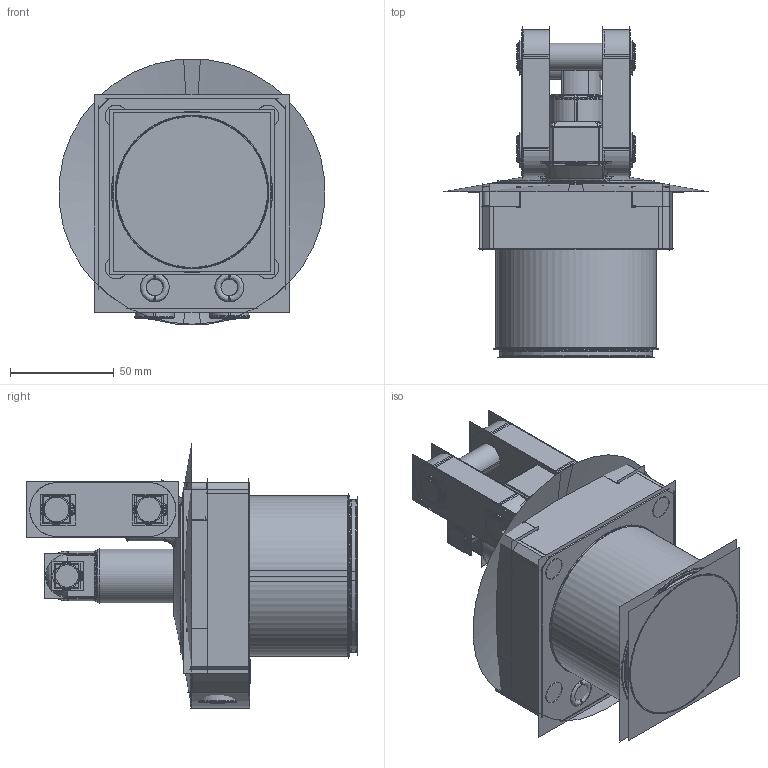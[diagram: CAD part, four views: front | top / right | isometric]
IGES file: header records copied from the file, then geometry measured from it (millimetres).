
Start section:  PTC IGES file: ilcml1606300_asm.igs
Global section: file name: ilcml1606300_asm.igs; native system: Pro/ENGINEER by Parametric Technology Corporation; preprocessor: 2007460; author: QAM; organization: Unknown; date: 20130801.143304; units: millimetre
Bounding box: 128.02 x 159.29 x 128.24 mm (x, y, z)
Surface area: 217233.3 mm2 (no closed solid volume)
Topology: 0 solids, 0 shells, 774 faces, 10719 edges, 14098 vertices
Faces by surface type: revolution 488, bspline 286
